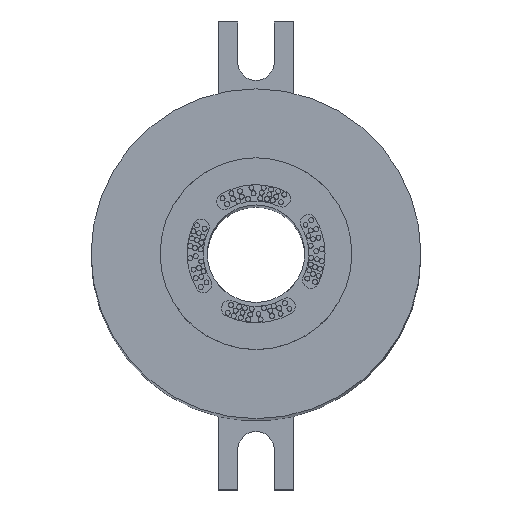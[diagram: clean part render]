
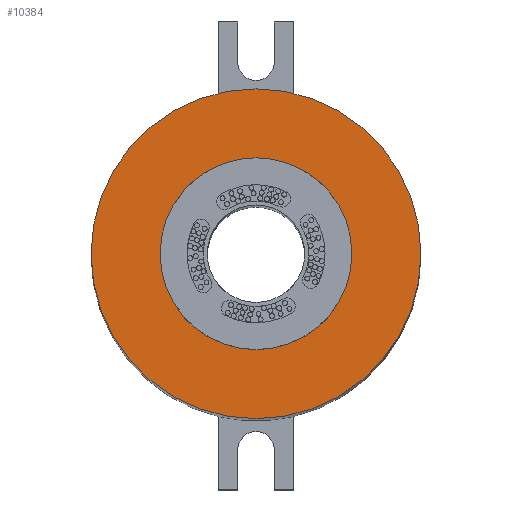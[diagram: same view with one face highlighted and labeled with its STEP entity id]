
A CAD part, top view. The second image highlights one B-rep face of the part: STEP entity #10384.
In plain terms, the highlighted planar face has unit normal (0, 0, 1).
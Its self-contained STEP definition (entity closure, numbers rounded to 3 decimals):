
#1022 = EDGE_CURVE ( 'NONE', #13903, #17705, #5019, .T. ) ;
#3366 = CARTESIAN_POINT ( 'NONE',  ( 0., 0., -8.6 ) ) ;
#4739 = DIRECTION ( 'NONE',  ( 1., 0., 0. ) ) ;
#4872 = CARTESIAN_POINT ( 'NONE',  ( 0., 0., -8.6 ) ) ;
#5019 = CIRCLE ( 'NONE', #8009, 43. ) ;
#5065 = ORIENTED_EDGE ( 'NONE', *, *, #9706, .F. ) ;
#5665 = VERTEX_POINT ( 'NONE', #16947 ) ;
#6243 = DIRECTION ( 'NONE',  ( 1., 0., 0. ) ) ;
#6293 = CARTESIAN_POINT ( 'NONE',  ( 0., 0., -8.6 ) ) ;
#6331 = CARTESIAN_POINT ( 'NONE',  ( 0., 0., -8.6 ) ) ;
#7026 = EDGE_LOOP ( 'NONE', ( #14336, #5065 ) ) ;
#7032 = CARTESIAN_POINT ( 'NONE',  ( -43., 0., -8.6 ) ) ;
#7286 = VERTEX_POINT ( 'NONE', #8906 ) ;
#7287 = CIRCLE ( 'NONE', #16707, 22. ) ;
#7369 = CARTESIAN_POINT ( 'NONE',  ( 43., 0., -8.6 ) ) ;
#7678 = DIRECTION ( 'NONE',  ( 1., 0., 0. ) ) ;
#7721 = DIRECTION ( 'NONE',  ( 1., 0., 0. ) ) ;
#7842 = DIRECTION ( 'NONE',  ( 0., 0., -1. ) ) ;
#8009 = AXIS2_PLACEMENT_3D ( 'NONE', #6293, #15796, #7678 ) ;
#8818 = ORIENTED_EDGE ( 'NONE', *, *, #16285, .T. ) ;
#8906 = CARTESIAN_POINT ( 'NONE',  ( 22., 0., -8.6 ) ) ;
#9706 = EDGE_CURVE ( 'NONE', #5665, #7286, #7287, .T. ) ;
#9889 = ORIENTED_EDGE ( 'NONE', *, *, #1022, .T. ) ;
#10384 = ADVANCED_FACE ( 'NONE', ( #11800, #15411 ), #15959, .F. ) ;
#11800 = FACE_BOUND ( 'NONE', #7026, .T. ) ;
#12611 = AXIS2_PLACEMENT_3D ( 'NONE', #15902, #7842, #17353 ) ;
#12917 = DIRECTION ( 'NONE',  ( 0., 0., 1. ) ) ;
#13016 = AXIS2_PLACEMENT_3D ( 'NONE', #6331, #15847, #7721 ) ;
#13025 = EDGE_CURVE ( 'NONE', #7286, #5665, #14938, .T. ) ;
#13552 = AXIS2_PLACEMENT_3D ( 'NONE', #4872, #14406, #6243 ) ;
#13903 = VERTEX_POINT ( 'NONE', #7032 ) ;
#14336 = ORIENTED_EDGE ( 'NONE', *, *, #13025, .F. ) ;
#14406 = DIRECTION ( 'NONE',  ( 0., 0., 1. ) ) ;
#14938 = CIRCLE ( 'NONE', #13552, 22. ) ;
#15411 = FACE_OUTER_BOUND ( 'NONE', #16169, .T. ) ;
#15796 = DIRECTION ( 'NONE',  ( 0., 0., 1. ) ) ;
#15847 = DIRECTION ( 'NONE',  ( 0., 0., 1. ) ) ;
#15902 = CARTESIAN_POINT ( 'NONE',  ( 0., 22., -8.6 ) ) ;
#15959 = PLANE ( 'NONE',  #12611 ) ;
#16169 = EDGE_LOOP ( 'NONE', ( #8818, #9889 ) ) ;
#16285 = EDGE_CURVE ( 'NONE', #17705, #13903, #17193, .T. ) ;
#16707 = AXIS2_PLACEMENT_3D ( 'NONE', #3366, #12917, #4739 ) ;
#16947 = CARTESIAN_POINT ( 'NONE',  ( -22., 0., -8.6 ) ) ;
#17193 = CIRCLE ( 'NONE', #13016, 43. ) ;
#17353 = DIRECTION ( 'NONE',  ( -1., 0., 0. ) ) ;
#17705 = VERTEX_POINT ( 'NONE', #7369 ) ;
